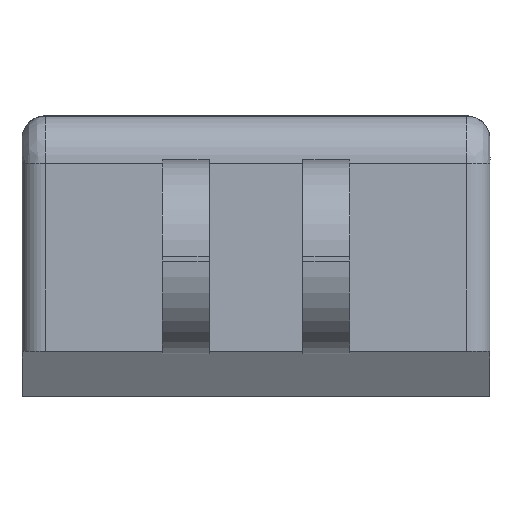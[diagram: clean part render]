
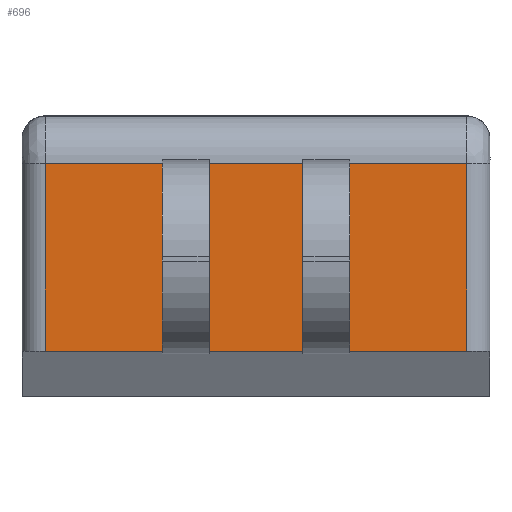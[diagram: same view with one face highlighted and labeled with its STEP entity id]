
A CAD part, left-side view. The second image highlights one B-rep face of the part: STEP entity #696.
In plain terms, the highlighted planar face has unit normal (-1, 0, -0.009).
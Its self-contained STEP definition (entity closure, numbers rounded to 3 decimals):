
#29=PLANE('',#764);
#59=FACE_OUTER_BOUND('',#100,.T.);
#100=EDGE_LOOP('',(#519,#520,#521,#522));
#180=LINE('',#1088,#247);
#185=LINE('',#1112,#252);
#186=LINE('',#1116,#253);
#187=LINE('',#1117,#254);
#247=VECTOR('',#855,10.);
#252=VECTOR('',#872,10.);
#253=VECTOR('',#877,10.);
#254=VECTOR('',#878,10.);
#324=VERTEX_POINT('',#1085);
#325=VERTEX_POINT('',#1087);
#329=VERTEX_POINT('',#1111);
#330=VERTEX_POINT('',#1115);
#394=EDGE_CURVE('',#324,#325,#180,.T.);
#402=EDGE_CURVE('',#325,#329,#185,.T.);
#404=EDGE_CURVE('',#324,#330,#186,.T.);
#405=EDGE_CURVE('',#329,#330,#187,.T.);
#519=ORIENTED_EDGE('',*,*,#394,.F.);
#520=ORIENTED_EDGE('',*,*,#404,.T.);
#521=ORIENTED_EDGE('',*,*,#405,.F.);
#522=ORIENTED_EDGE('',*,*,#402,.F.);
#696=ADVANCED_FACE('',(#59),#29,.F.);
#764=AXIS2_PLACEMENT_3D('',#1114,#875,#876);
#855=DIRECTION('',(-0.009,0.,1.));
#872=DIRECTION('',(0.,-1.,0.));
#875=DIRECTION('center_axis',(1.,0.,0.009));
#876=DIRECTION('ref_axis',(0.,1.,0.));
#877=DIRECTION('',(0.,-1.,0.));
#878=DIRECTION('',(0.009,0.,-1.));
#1085=CARTESIAN_POINT('',(331.6,-11.735,261.967));
#1087=CARTESIAN_POINT('',(331.419,-11.735,282.024));
#1088=CARTESIAN_POINT('',(331.623,-11.735,259.525));
#1111=CARTESIAN_POINT('',(331.419,-56.735,282.024));
#1112=CARTESIAN_POINT('',(331.419,-21.735,282.024));
#1114=CARTESIAN_POINT('Origin',(331.509,-34.235,272.025));
#1115=CARTESIAN_POINT('',(331.6,-56.735,261.967));
#1116=CARTESIAN_POINT('',(331.6,-46.735,261.967));
#1117=CARTESIAN_POINT('',(331.396,-56.735,284.524));
